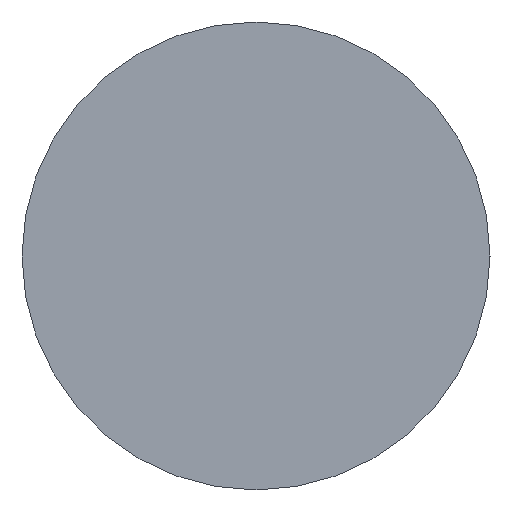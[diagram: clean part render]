
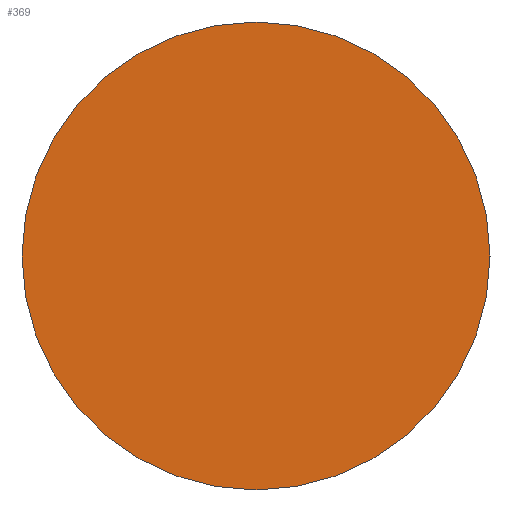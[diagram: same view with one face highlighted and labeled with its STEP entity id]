
A CAD part, left-side view. The second image highlights one B-rep face of the part: STEP entity #369.
In plain terms, the highlighted planar face has unit normal (-1, 0, 0).
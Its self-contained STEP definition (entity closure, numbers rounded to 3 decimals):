
#29 = FACE_OUTER_BOUND ( 'NONE', #132, .T. ) ;
#54 = ORIENTED_EDGE ( 'NONE', *, *, #220, .T. ) ;
#73 = CIRCLE ( 'NONE', #321, 13. ) ;
#105 = DIRECTION ( 'NONE',  ( 1., 0., 0. ) ) ;
#113 = CARTESIAN_POINT ( 'NONE',  ( 0., 0., 0. ) ) ;
#132 = EDGE_LOOP ( 'NONE', ( #54, #516 ) ) ;
#183 = CIRCLE ( 'NONE', #440, 13. ) ;
#192 = VERTEX_POINT ( 'NONE', #331 ) ;
#220 = EDGE_CURVE ( 'NONE', #192, #502, #73, .T. ) ;
#232 = AXIS2_PLACEMENT_3D ( 'NONE', #113, #105, #277 ) ;
#252 = EDGE_CURVE ( 'NONE', #502, #192, #183, .T. ) ;
#262 = CARTESIAN_POINT ( 'NONE',  ( 0., 0., 0. ) ) ;
#277 = DIRECTION ( 'NONE',  ( 0., 0., -1. ) ) ;
#303 = DIRECTION ( 'NONE',  ( -1., 0., 0. ) ) ;
#307 = CARTESIAN_POINT ( 'NONE',  ( 0., 0., -13. ) ) ;
#312 = PLANE ( 'NONE',  #232 ) ;
#321 = AXIS2_PLACEMENT_3D ( 'NONE', #262, #303, #343 ) ;
#331 = CARTESIAN_POINT ( 'NONE',  ( 0., 0., 13. ) ) ;
#343 = DIRECTION ( 'NONE',  ( 0., 0., 1. ) ) ;
#369 = ADVANCED_FACE ( 'NONE', ( #29 ), #312, .F. ) ;
#383 = DIRECTION ( 'NONE',  ( -1., 0., 0. ) ) ;
#418 = CARTESIAN_POINT ( 'NONE',  ( 0., 0., 0. ) ) ;
#423 = DIRECTION ( 'NONE',  ( 0., 0., 1. ) ) ;
#440 = AXIS2_PLACEMENT_3D ( 'NONE', #418, #383, #423 ) ;
#502 = VERTEX_POINT ( 'NONE', #307 ) ;
#516 = ORIENTED_EDGE ( 'NONE', *, *, #252, .T. ) ;
